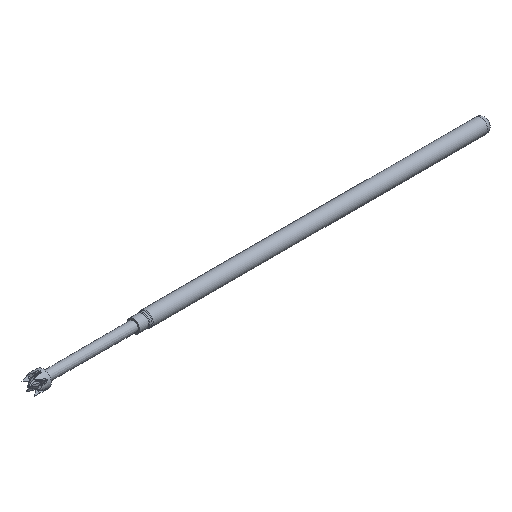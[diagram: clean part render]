
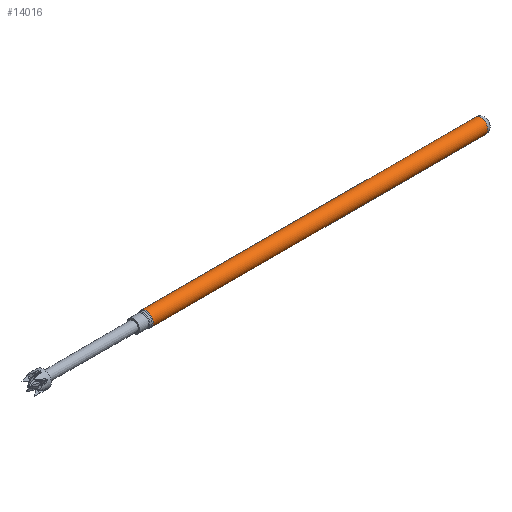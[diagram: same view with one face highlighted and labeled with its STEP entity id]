
A CAD part, isometric view. The second image highlights one B-rep face of the part: STEP entity #14016.
In plain terms, the highlighted cylindrical face has radius 0.51 mm (diameter 1.021 mm), a full revolution.
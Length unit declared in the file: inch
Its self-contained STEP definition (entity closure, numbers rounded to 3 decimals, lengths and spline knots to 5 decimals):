
#397 = FACE_OUTER_BOUND ( 'NONE', #22157, .T. ) ;
#448 = VERTEX_POINT ( 'NONE', #14493 ) ;
#844 = CARTESIAN_POINT ( 'NONE',  ( 0.48448, 0.00048, 0. ) ) ;
#1446 = CIRCLE ( 'NONE', #16141, 0.0201 ) ;
#1970 = ORIENTED_EDGE ( 'NONE', *, *, #11352, .T. ) ;
#2753 = ORIENTED_EDGE ( 'NONE', *, *, #8514, .T. ) ;
#3725 = CYLINDRICAL_SURFACE ( 'NONE', #15427, 0.0201 ) ;
#7330 = VERTEX_POINT ( 'NONE', #20007 ) ;
#8075 = DIRECTION ( 'NONE',  ( 0., 0., -1. ) ) ;
#8228 = CARTESIAN_POINT ( 'NONE',  ( -0.46504, 0.00048, 0. ) ) ;
#8404 = CIRCLE ( 'NONE', #16877, 0.0201 ) ;
#8514 = EDGE_CURVE ( 'NONE', #7330, #7330, #8404, .T. ) ;
#9737 = DIRECTION ( 'NONE',  ( 0., 0., 1. ) ) ;
#9808 = DIRECTION ( 'NONE',  ( -1., 0., 0. ) ) ;
#10754 = DIRECTION ( 'NONE',  ( -1., 0., 0. ) ) ;
#10866 = FACE_OUTER_BOUND ( 'NONE', #22433, .T. ) ;
#11352 = EDGE_CURVE ( 'NONE', #448, #448, #1446, .T. ) ;
#14016 = ADVANCED_FACE ( 'NONE', ( #10866, #397 ), #3725, .T. ) ;
#14493 = CARTESIAN_POINT ( 'NONE',  ( 0.48448, 0.00048, -0.0201 ) ) ;
#14553 = CARTESIAN_POINT ( 'NONE',  ( -0.50104, 0.00048, 0. ) ) ;
#15427 = AXIS2_PLACEMENT_3D ( 'NONE', #14553, #10754, #17782 ) ;
#16141 = AXIS2_PLACEMENT_3D ( 'NONE', #844, #9808, #8075 ) ;
#16652 = DIRECTION ( 'NONE',  ( 1., 0., 0. ) ) ;
#16877 = AXIS2_PLACEMENT_3D ( 'NONE', #8228, #16652, #9737 ) ;
#17782 = DIRECTION ( 'NONE',  ( 0., 0., -1. ) ) ;
#20007 = CARTESIAN_POINT ( 'NONE',  ( -0.46504, 0.00048, 0.0201 ) ) ;
#22157 = EDGE_LOOP ( 'NONE', ( #1970 ) ) ;
#22433 = EDGE_LOOP ( 'NONE', ( #2753 ) ) ;
